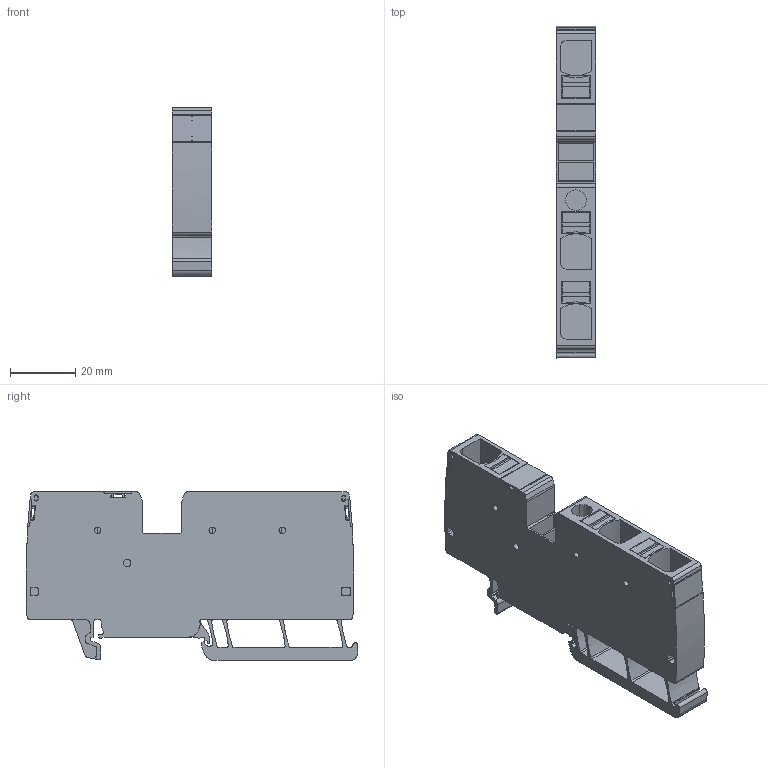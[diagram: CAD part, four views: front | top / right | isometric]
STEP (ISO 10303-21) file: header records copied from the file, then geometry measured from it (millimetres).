
FILE_DESCRIPTION(('CATIA V5 STEP Exchange','CAx-IF Rec.Pracs.--- Model Styling and Organization---1.4--- 2014-01-23'),'2;1');
FILE_NAME ('1135628-2_2', '2022-12-02T10:27:59+00:00', ('none'), ('Weidmueller'), 'CATIA Version 5-6 Release 2016 SP3 HF44', 'CATIA V5 STEP AP214', 'none');
FILE_SCHEMA(('AUTOMOTIVE_DESIGN { 1 0 10303 214 1 1 1 1 }'));
Length unit declared in the file: millimetre
Products named in the file (1): 2675030000_A3C_16_DL
Bounding box: 12 x 101.47 x 51.5 mm (x, y, z)
Volume: 45413.5 mm3; surface area: 20483.9 mm2
Topology: 7 solids, 7 shells, 570 faces, 1652 edges, 1118 vertices
Faces by surface type: plane 340, cylinder 212, cone 8, extrusion 6, bspline 4
Entity records: 19063 total; most frequent: CARTESIAN_POINT 4506, ORIENTED_EDGE 3304, DIRECTION 2427, EDGE_CURVE 1652, VECTOR 1178, LINE 1172, VERTEX_POINT 1118, AXIS2_PLACEMENT_3D 813
